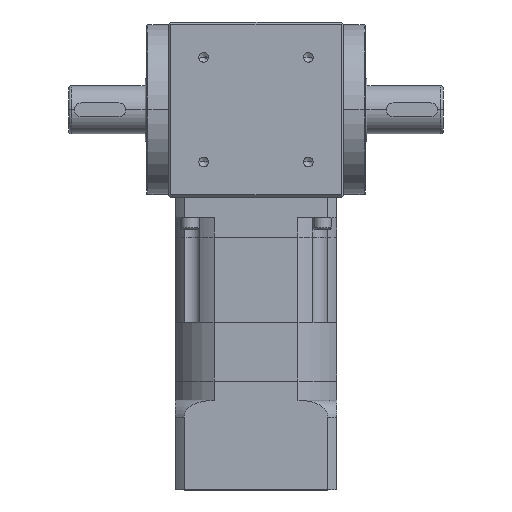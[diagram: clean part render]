
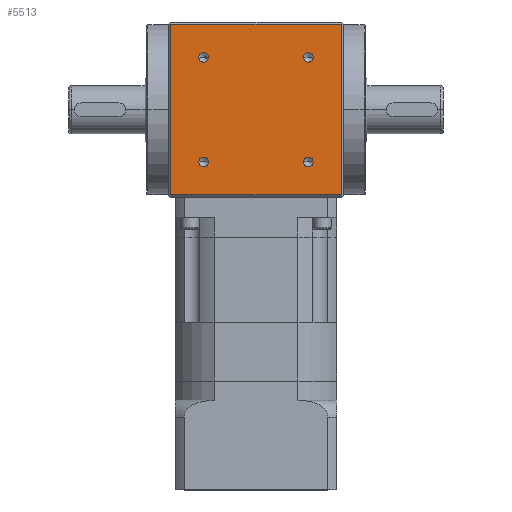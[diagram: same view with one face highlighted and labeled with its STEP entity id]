
A CAD part, top view. The second image highlights one B-rep face of the part: STEP entity #5513.
In plain terms, the highlighted planar face has unit normal (0, 0, 1).
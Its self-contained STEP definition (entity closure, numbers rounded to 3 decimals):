
#201 = EDGE_CURVE ( 'NONE', #22860, #22474, #7763, .T. ) ;
#419 = CARTESIAN_POINT ( 'NONE',  ( 74.872, 0., 77. ) ) ;
#429 = DIRECTION ( 'NONE',  ( 0., 0., 1. ) ) ;
#454 = EDGE_CURVE ( 'NONE', #13318, #25625, #11734, .T. ) ;
#582 = CARTESIAN_POINT ( 'NONE',  ( -45.962, 327.962, 77. ) ) ;
#1238 = AXIS2_PLACEMENT_3D ( 'NONE', #17582, #4850, #19782 ) ;
#1568 = CARTESIAN_POINT ( 'NONE',  ( -45.962, 240.288, 77. ) ) ;
#1693 = EDGE_CURVE ( 'NONE', #21361, #16001, #18355, .T. ) ;
#1794 = AXIS2_PLACEMENT_3D ( 'NONE', #582, #15502, #2746 ) ;
#2172 = VECTOR ( 'NONE', #10989, 1000. ) ;
#2184 = EDGE_CURVE ( 'NONE', #25625, #13318, #17971, .T. ) ;
#2355 = ORIENTED_EDGE ( 'NONE', *, *, #1693, .F. ) ;
#2430 = EDGE_LOOP ( 'NONE', ( #14678, #3069 ) ) ;
#2516 = FACE_BOUND ( 'NONE', #10056, .T. ) ;
#2746 = DIRECTION ( 'NONE',  ( 0., -1., 0. ) ) ;
#2855 = LINE ( 'NONE', #24539, #7152 ) ;
#2919 = CARTESIAN_POINT ( 'NONE',  ( -45.962, 236.038, 77. ) ) ;
#3069 = ORIENTED_EDGE ( 'NONE', *, *, #12572, .F. ) ;
#3172 = CARTESIAN_POINT ( 'NONE',  ( 45.962, 236.038, 77. ) ) ;
#3230 = DIRECTION ( 'NONE',  ( 0., 1., 0. ) ) ;
#3510 = CARTESIAN_POINT ( 'NONE',  ( -45.962, 332.212, 77. ) ) ;
#4046 = DIRECTION ( 'NONE',  ( 0., 0., 1. ) ) ;
#4152 = VECTOR ( 'NONE', #4411, 1000. ) ;
#4411 = DIRECTION ( 'NONE',  ( 1., 0., 0. ) ) ;
#4850 = DIRECTION ( 'NONE',  ( 0., 0., -1. ) ) ;
#5057 = CARTESIAN_POINT ( 'NONE',  ( -95., 207., 77. ) ) ;
#5059 = DIRECTION ( 'NONE',  ( 0., -1., 0. ) ) ;
#5302 = DIRECTION ( 'NONE',  ( 0., -1., 0. ) ) ;
#5513 = ADVANCED_FACE ( 'NONE', ( #14489, #2516, #20165, #8142, #13843 ), #21845, .F. ) ;
#5713 = ORIENTED_EDGE ( 'NONE', *, *, #13801, .F. ) ;
#6055 = ORIENTED_EDGE ( 'NONE', *, *, #454, .F. ) ;
#6062 = EDGE_LOOP ( 'NONE', ( #21202, #6055 ) ) ;
#6985 = CARTESIAN_POINT ( 'NONE',  ( 45.962, 240.288, 77. ) ) ;
#7152 = VECTOR ( 'NONE', #3230, 1000. ) ;
#7296 = CARTESIAN_POINT ( 'NONE',  ( -45.962, 231.788, 77. ) ) ;
#7299 = CARTESIAN_POINT ( 'NONE',  ( 74.872, 207., 77. ) ) ;
#7763 = CIRCLE ( 'NONE', #9218, 4.25 ) ;
#8142 = FACE_BOUND ( 'NONE', #6062, .T. ) ;
#8324 = ORIENTED_EDGE ( 'NONE', *, *, #13983, .F. ) ;
#8955 = CIRCLE ( 'NONE', #21478, 4.25 ) ;
#9218 = AXIS2_PLACEMENT_3D ( 'NONE', #16807, #4046, #18957 ) ;
#9442 = ORIENTED_EDGE ( 'NONE', *, *, #9888, .F. ) ;
#9516 = CARTESIAN_POINT ( 'NONE',  ( -45.962, 236.038, 77. ) ) ;
#9888 = EDGE_CURVE ( 'NONE', #11588, #18293, #17985, .T. ) ;
#9994 = CARTESIAN_POINT ( 'NONE',  ( 45.962, 323.712, 77. ) ) ;
#10056 = EDGE_LOOP ( 'NONE', ( #2355, #5713 ) ) ;
#10989 = DIRECTION ( 'NONE',  ( 0., -1., 0. ) ) ;
#11219 = VERTEX_POINT ( 'NONE', #14384 ) ;
#11465 = DIRECTION ( 'NONE',  ( -1., 0., 0. ) ) ;
#11588 = VERTEX_POINT ( 'NONE', #6985 ) ;
#11634 = DIRECTION ( 'NONE',  ( 0., -1., 0. ) ) ;
#11734 = CIRCLE ( 'NONE', #14405, 4.25 ) ;
#11955 = CARTESIAN_POINT ( 'NONE',  ( 45.962, 327.962, 77. ) ) ;
#12026 = CIRCLE ( 'NONE', #17176, 4.25 ) ;
#12229 = DIRECTION ( 'NONE',  ( 0., 0., 1. ) ) ;
#12296 = ORIENTED_EDGE ( 'NONE', *, *, #19888, .F. ) ;
#12504 = EDGE_CURVE ( 'NONE', #15139, #27080, #19848, .T. ) ;
#12572 = EDGE_CURVE ( 'NONE', #22474, #22860, #23533, .T. ) ;
#13192 = CARTESIAN_POINT ( 'NONE',  ( 45.962, 327.962, 77. ) ) ;
#13318 = VERTEX_POINT ( 'NONE', #1568 ) ;
#13801 = EDGE_CURVE ( 'NONE', #16001, #21361, #8955, .T. ) ;
#13843 = FACE_OUTER_BOUND ( 'NONE', #18312, .T. ) ;
#13983 = EDGE_CURVE ( 'NONE', #27080, #11219, #16270, .T. ) ;
#14150 = DIRECTION ( 'NONE',  ( 0., -1., 0. ) ) ;
#14307 = VERTEX_POINT ( 'NONE', #19407 ) ;
#14384 = CARTESIAN_POINT ( 'NONE',  ( -74.872, 207., 77. ) ) ;
#14405 = AXIS2_PLACEMENT_3D ( 'NONE', #9516, #24480, #11634 ) ;
#14489 = FACE_BOUND ( 'NONE', #2430, .T. ) ;
#14678 = ORIENTED_EDGE ( 'NONE', *, *, #201, .F. ) ;
#15139 = VERTEX_POINT ( 'NONE', #16480 ) ;
#15308 = DIRECTION ( 'NONE',  ( 0., -1., 0. ) ) ;
#15502 = DIRECTION ( 'NONE',  ( 0., 0., 1. ) ) ;
#15517 = CARTESIAN_POINT ( 'NONE',  ( -45.962, 323.712, 77. ) ) ;
#15584 = ORIENTED_EDGE ( 'NONE', *, *, #19543, .F. ) ;
#15608 = VECTOR ( 'NONE', #11465, 1000. ) ;
#15813 = AXIS2_PLACEMENT_3D ( 'NONE', #3172, #18082, #5302 ) ;
#16001 = VERTEX_POINT ( 'NONE', #18111 ) ;
#16270 = LINE ( 'NONE', #5057, #15608 ) ;
#16480 = CARTESIAN_POINT ( 'NONE',  ( 74.872, 357., 77. ) ) ;
#16807 = CARTESIAN_POINT ( 'NONE',  ( -45.962, 327.962, 77. ) ) ;
#17176 = AXIS2_PLACEMENT_3D ( 'NONE', #25064, #12229, #27202 ) ;
#17582 = CARTESIAN_POINT ( 'NONE',  ( -95., 359., 77. ) ) ;
#17834 = DIRECTION ( 'NONE',  ( 0., 0., 1. ) ) ;
#17971 = CIRCLE ( 'NONE', #25377, 4.25 ) ;
#17985 = CIRCLE ( 'NONE', #15813, 4.25 ) ;
#18082 = DIRECTION ( 'NONE',  ( 0., 0., 1. ) ) ;
#18111 = CARTESIAN_POINT ( 'NONE',  ( 45.962, 332.212, 77. ) ) ;
#18293 = VERTEX_POINT ( 'NONE', #26096 ) ;
#18312 = EDGE_LOOP ( 'NONE', ( #23466, #12296, #15584, #8324 ) ) ;
#18355 = CIRCLE ( 'NONE', #22666, 4.25 ) ;
#18957 = DIRECTION ( 'NONE',  ( 0., -1., 0. ) ) ;
#19407 = CARTESIAN_POINT ( 'NONE',  ( -74.872, 357., 77. ) ) ;
#19543 = EDGE_CURVE ( 'NONE', #11219, #14307, #2855, .T. ) ;
#19782 = DIRECTION ( 'NONE',  ( 0., 1., 0. ) ) ;
#19848 = LINE ( 'NONE', #419, #2172 ) ;
#19888 = EDGE_CURVE ( 'NONE', #14307, #15139, #21162, .T. ) ;
#20165 = FACE_BOUND ( 'NONE', #22995, .T. ) ;
#21162 = LINE ( 'NONE', #25638, #4152 ) ;
#21202 = ORIENTED_EDGE ( 'NONE', *, *, #2184, .F. ) ;
#21361 = VERTEX_POINT ( 'NONE', #9994 ) ;
#21478 = AXIS2_PLACEMENT_3D ( 'NONE', #13192, #429, #15308 ) ;
#21845 = PLANE ( 'NONE',  #1238 ) ;
#22474 = VERTEX_POINT ( 'NONE', #3510 ) ;
#22543 = ORIENTED_EDGE ( 'NONE', *, *, #24249, .F. ) ;
#22666 = AXIS2_PLACEMENT_3D ( 'NONE', #11955, #26918, #14150 ) ;
#22860 = VERTEX_POINT ( 'NONE', #15517 ) ;
#22995 = EDGE_LOOP ( 'NONE', ( #22543, #9442 ) ) ;
#23466 = ORIENTED_EDGE ( 'NONE', *, *, #12504, .F. ) ;
#23533 = CIRCLE ( 'NONE', #1794, 4.25 ) ;
#24249 = EDGE_CURVE ( 'NONE', #18293, #11588, #12026, .T. ) ;
#24480 = DIRECTION ( 'NONE',  ( 0., 0., 1. ) ) ;
#24539 = CARTESIAN_POINT ( 'NONE',  ( -74.872, 0., 77. ) ) ;
#25064 = CARTESIAN_POINT ( 'NONE',  ( 45.962, 236.038, 77. ) ) ;
#25377 = AXIS2_PLACEMENT_3D ( 'NONE', #2919, #17834, #5059 ) ;
#25625 = VERTEX_POINT ( 'NONE', #7296 ) ;
#25638 = CARTESIAN_POINT ( 'NONE',  ( -95., 357., 77. ) ) ;
#26096 = CARTESIAN_POINT ( 'NONE',  ( 45.962, 231.788, 77. ) ) ;
#26918 = DIRECTION ( 'NONE',  ( 0., 0., 1. ) ) ;
#27080 = VERTEX_POINT ( 'NONE', #7299 ) ;
#27202 = DIRECTION ( 'NONE',  ( 0., -1., 0. ) ) ;
